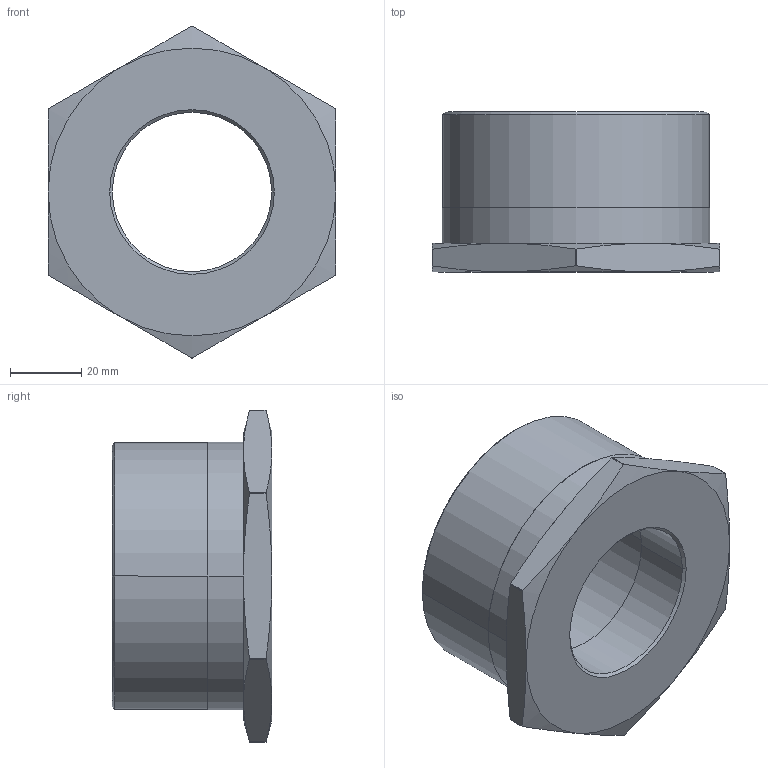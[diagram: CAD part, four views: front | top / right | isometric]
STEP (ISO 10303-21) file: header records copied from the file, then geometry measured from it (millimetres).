
FILE_DESCRIPTION (( 'STEP AP214' ), '1' );
FILE_NAME ('heco_RS-212-112-I.STEP', '2017-05-17T15:13:49', ( '' ), ( '' ), 'SwSTEP 2.0', 'SolidWorks 2016', '' );
FILE_SCHEMA (( 'AUTOMOTIVE_DESIGN' ));
Length unit declared in the file: millimetre
Products named in the file (1): heco_RS-212-112-I
Bounding box: 81 x 45 x 93.44 mm (x, y, z)
Volume: 131357.9 mm3; surface area: 25353.6 mm2
Topology: 1 solids, 1 shells, 221 faces, 571 edges, 374 vertices
Faces by surface type: plane 108, bspline 73, cylinder 20, cone 20
Entity records: 12244 total; most frequent: CARTESIAN_POINT 5544, ORIENTED_EDGE 1142, DIRECTION 711, EDGE_CURVE 571, VERTEX_POINT 374, LINE 341, VECTOR 341, EDGE_LOOP 245
